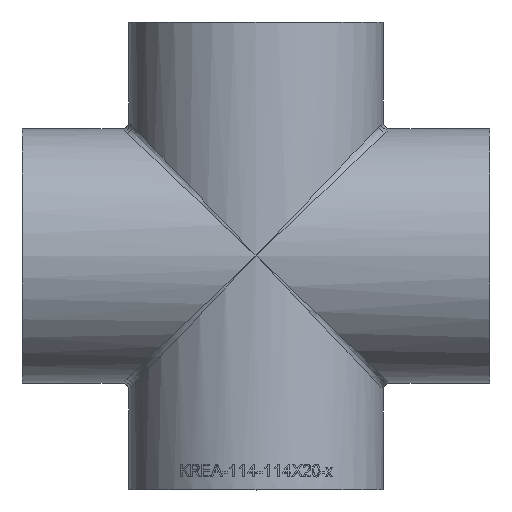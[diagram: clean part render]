
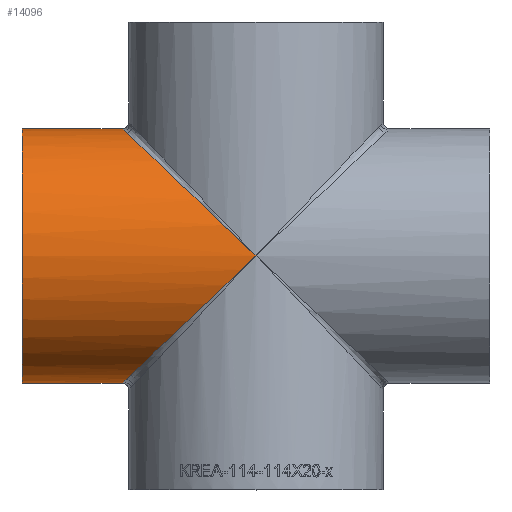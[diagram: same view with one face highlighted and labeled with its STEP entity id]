
A CAD part, top view. The second image highlights one B-rep face of the part: STEP entity #14096.
In plain terms, the highlighted cylindrical face has radius 57.15 mm (diameter 114.3 mm), a full revolution.
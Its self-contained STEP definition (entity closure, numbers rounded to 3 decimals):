
#479 = CARTESIAN_POINT ( 'NONE',  ( -105., 0., 57.15 ) ) ;
#497 = CIRCLE ( 'NONE', #2958, 57.15 ) ;
#549 =( BOUNDED_CURVE ( )  B_SPLINE_CURVE ( 3, ( #8573, #17432, #7313, #1455 ),
 .UNSPECIFIED., .F., .F. ) 
 B_SPLINE_CURVE_WITH_KNOTS ( ( 4, 4 ),
 ( 4.712, 7.854 ),
 .UNSPECIFIED. ) 
 CURVE ( )  GEOMETRIC_REPRESENTATION_ITEM ( )  RATIONAL_B_SPLINE_CURVE ( ( 1., 0.333, 0.333, 1. ) ) 
 REPRESENTATION_ITEM ( '' )  );
#1455 = CARTESIAN_POINT ( 'NONE',  ( 0., 0., 57.15 ) ) ;
#1482 = CARTESIAN_POINT ( 'NONE',  ( 0., 0., 57.15 ) ) ;
#2958 = AXIS2_PLACEMENT_3D ( 'NONE', #11155, #13951, #6646 ) ;
#3906 = DIRECTION ( 'NONE',  ( -1., 0., 0. ) ) ;
#5902 = CARTESIAN_POINT ( 'NONE',  ( 0., 0., -57.15 ) ) ;
#5994 = CARTESIAN_POINT ( 'NONE',  ( -120.3, 114.3, 57.15 ) ) ;
#6646 = DIRECTION ( 'NONE',  ( 0., 0., 1. ) ) ;
#7313 = CARTESIAN_POINT ( 'NONE',  ( -120.3, -114.3, 57.15 ) ) ;
#7476 = VERTEX_POINT ( 'NONE', #11852 ) ;
#8573 = CARTESIAN_POINT ( 'NONE',  ( 0., 0., -57.15 ) ) ;
#9489 = DIRECTION ( 'NONE',  ( 0., 0., 1. ) ) ;
#9675 = FACE_OUTER_BOUND ( 'NONE', #13265, .T. ) ;
#10283 = EDGE_LOOP ( 'NONE', ( #18866 ) ) ;
#10486 = EDGE_CURVE ( 'NONE', #16776, #7476, #549, .T. ) ;
#11155 = CARTESIAN_POINT ( 'NONE',  ( -105., 0., 0. ) ) ;
#11852 = CARTESIAN_POINT ( 'NONE',  ( 0., 0., 57.15 ) ) ;
#12364 = ORIENTED_EDGE ( 'NONE', *, *, #10486, .T. ) ;
#12662 = FACE_OUTER_BOUND ( 'NONE', #10283, .T. ) ;
#12755 = CARTESIAN_POINT ( 'NONE',  ( 105., 0., 0. ) ) ;
#13265 = EDGE_LOOP ( 'NONE', ( #12364, #14028 ) ) ;
#13951 = DIRECTION ( 'NONE',  ( -1., 0., 0. ) ) ;
#13987 = AXIS2_PLACEMENT_3D ( 'NONE', #12755, #3906, #9489 ) ;
#14028 = ORIENTED_EDGE ( 'NONE', *, *, #18937, .T. ) ;
#14096 = ADVANCED_FACE ( 'NONE', ( #12662, #9675 ), #16809, .T. ) ;
#14827 = EDGE_CURVE ( 'NONE', #16541, #16541, #497, .T. ) ;
#15319 = CARTESIAN_POINT ( 'NONE',  ( 0., 0., -57.15 ) ) ;
#15423 =( BOUNDED_CURVE ( )  B_SPLINE_CURVE ( 3, ( #1482, #5994, #17837, #5902 ),
 .UNSPECIFIED., .F., .F. ) 
 B_SPLINE_CURVE_WITH_KNOTS ( ( 4, 4 ),
 ( 4.712, 7.854 ),
 .UNSPECIFIED. ) 
 CURVE ( )  GEOMETRIC_REPRESENTATION_ITEM ( )  RATIONAL_B_SPLINE_CURVE ( ( 1., 0.333, 0.333, 1. ) ) 
 REPRESENTATION_ITEM ( '' )  );
#16541 = VERTEX_POINT ( 'NONE', #479 ) ;
#16776 = VERTEX_POINT ( 'NONE', #15319 ) ;
#16809 = CYLINDRICAL_SURFACE ( 'NONE', #13987, 57.15 ) ;
#17432 = CARTESIAN_POINT ( 'NONE',  ( -120.3, -114.3, -57.15 ) ) ;
#17837 = CARTESIAN_POINT ( 'NONE',  ( -120.3, 114.3, -57.15 ) ) ;
#18866 = ORIENTED_EDGE ( 'NONE', *, *, #14827, .F. ) ;
#18937 = EDGE_CURVE ( 'NONE', #7476, #16776, #15423, .T. ) ;
